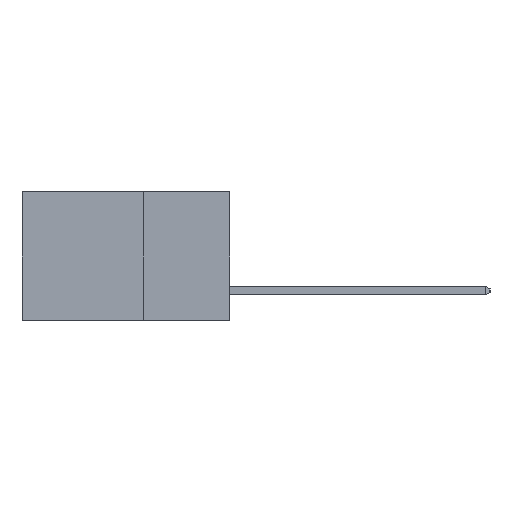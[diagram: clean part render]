
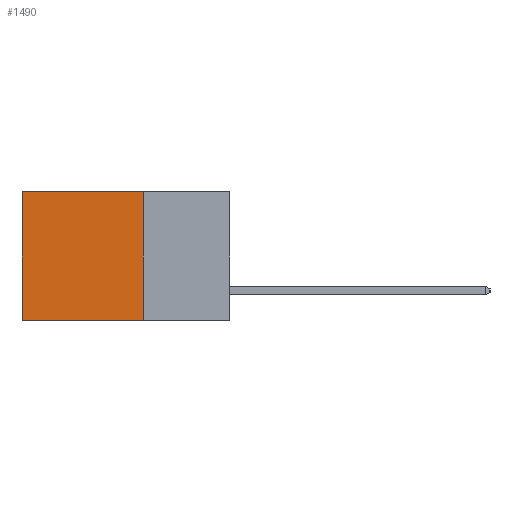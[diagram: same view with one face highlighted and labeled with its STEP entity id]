
A CAD part, left-side view. The second image highlights one B-rep face of the part: STEP entity #1490.
In plain terms, the highlighted planar face has unit normal (-1, 0, 0).
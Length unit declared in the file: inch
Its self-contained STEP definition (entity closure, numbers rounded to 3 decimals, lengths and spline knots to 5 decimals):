
#1360 = CARTESIAN_POINT ( 'NONE',  ( 0.2615, 0.25, 0. ) ) ;
#1490 = ADVANCED_FACE ( 'NONE', ( #12766 ), #4933, .F. ) ;
#1884 = EDGE_LOOP ( 'NONE', ( #11897, #11125, #6304, #2706 ) ) ;
#2202 = DIRECTION ( 'NONE',  ( 0., 0., -1. ) ) ;
#2235 = CARTESIAN_POINT ( 'NONE',  ( 0.2615, 0.6, -0.37 ) ) ;
#2297 = VERTEX_POINT ( 'NONE', #17435 ) ;
#2307 = CARTESIAN_POINT ( 'NONE',  ( 0.2615, 0.25, -0.37 ) ) ;
#2682 = DIRECTION ( 'NONE',  ( 1., 0., 0. ) ) ;
#2706 = ORIENTED_EDGE ( 'NONE', *, *, #5637, .T. ) ;
#3406 = VECTOR ( 'NONE', #5449, 39.37008 ) ;
#3876 = CARTESIAN_POINT ( 'NONE',  ( 0.2615, 0.25, -0.37 ) ) ;
#4933 = PLANE ( 'NONE',  #6495 ) ;
#5449 = DIRECTION ( 'NONE',  ( 0., 0., -1. ) ) ;
#5637 = EDGE_CURVE ( 'NONE', #10644, #9825, #12300, .T. ) ;
#6304 = ORIENTED_EDGE ( 'NONE', *, *, #11859, .F. ) ;
#6495 = AXIS2_PLACEMENT_3D ( 'NONE', #2307, #2682, #2202 ) ;
#7422 = CARTESIAN_POINT ( 'NONE',  ( 0.2615, 0.6, 0. ) ) ;
#7582 = LINE ( 'NONE', #2235, #3406 ) ;
#7855 = VECTOR ( 'NONE', #13960, 39.37008 ) ;
#9825 = VERTEX_POINT ( 'NONE', #7422 ) ;
#10201 = CARTESIAN_POINT ( 'NONE',  ( 0.2615, 0.25, -0.37 ) ) ;
#10644 = VERTEX_POINT ( 'NONE', #1360 ) ;
#11125 = ORIENTED_EDGE ( 'NONE', *, *, #15418, .F. ) ;
#11504 = DIRECTION ( 'NONE',  ( 0., 1., 0. ) ) ;
#11565 = LINE ( 'NONE', #3876, #19080 ) ;
#11859 = EDGE_CURVE ( 'NONE', #10644, #15171, #11565, .T. ) ;
#11897 = ORIENTED_EDGE ( 'NONE', *, *, #18918, .T. ) ;
#12081 = CARTESIAN_POINT ( 'NONE',  ( 0.2615, 0.25, 0. ) ) ;
#12300 = LINE ( 'NONE', #12081, #15692 ) ;
#12483 = CARTESIAN_POINT ( 'NONE',  ( 0.2615, 0.25, -0.37 ) ) ;
#12766 = FACE_OUTER_BOUND ( 'NONE', #1884, .T. ) ;
#13960 = DIRECTION ( 'NONE',  ( 0., 1., 0. ) ) ;
#14509 = DIRECTION ( 'NONE',  ( 0., 0., -1. ) ) ;
#15171 = VERTEX_POINT ( 'NONE', #10201 ) ;
#15418 = EDGE_CURVE ( 'NONE', #15171, #2297, #15748, .T. ) ;
#15692 = VECTOR ( 'NONE', #11504, 39.37008 ) ;
#15748 = LINE ( 'NONE', #12483, #7855 ) ;
#17435 = CARTESIAN_POINT ( 'NONE',  ( 0.2615, 0.6, -0.37 ) ) ;
#18918 = EDGE_CURVE ( 'NONE', #9825, #2297, #7582, .T. ) ;
#19080 = VECTOR ( 'NONE', #14509, 39.37008 ) ;
